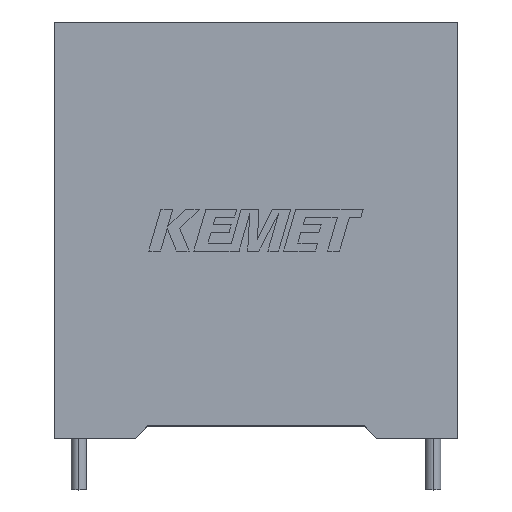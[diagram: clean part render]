
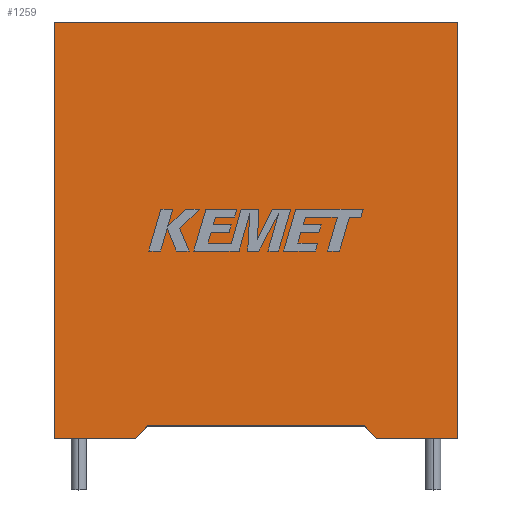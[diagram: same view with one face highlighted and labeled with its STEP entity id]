
A CAD part, top view. The second image highlights one B-rep face of the part: STEP entity #1259.
In plain terms, the highlighted planar face has unit normal (0, 0, 1).
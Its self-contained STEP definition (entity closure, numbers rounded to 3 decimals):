
#31 = EDGE_CURVE ( 'NONE', #744, #589, #968, .T. ) ;
#180 = VECTOR ( 'NONE', #1438, 1000. ) ;
#250 = EDGE_CURVE ( 'NONE', #2854, #744, #709, .T. ) ;
#257 = DIRECTION ( 'NONE',  ( 0., 1., 0. ) ) ;
#292 = VERTEX_POINT ( 'NONE', #1064 ) ;
#339 = VECTOR ( 'NONE', #958, 1000. ) ;
#468 = CARTESIAN_POINT ( 'NONE',  ( 31.3, 0., 17.3 ) ) ;
#528 = LINE ( 'NONE', #468, #2749 ) ;
#538 = EDGE_CURVE ( 'NONE', #2641, #589, #1416, .T. ) ;
#577 = ORIENTED_EDGE ( 'NONE', *, *, #538, .T. ) ;
#589 = VERTEX_POINT ( 'NONE', #1889 ) ;
#592 = LINE ( 'NONE', #2149, #2323 ) ;
#622 = AXIS2_PLACEMENT_3D ( 'NONE', #1354, #2512, #624 ) ;
#624 = DIRECTION ( 'NONE',  ( -1., 0., 0. ) ) ;
#646 = EDGE_CURVE ( 'NONE', #2786, #292, #2162, .T. ) ;
#658 = CARTESIAN_POINT ( 'NONE',  ( 24.1, 0.95, 17.3 ) ) ;
#663 = ORIENTED_EDGE ( 'NONE', *, *, #646, .T. ) ;
#665 = VECTOR ( 'NONE', #2148, 1000. ) ;
#699 = ORIENTED_EDGE ( 'NONE', *, *, #1207, .T. ) ;
#709 = LINE ( 'NONE', #1016, #1811 ) ;
#744 = VERTEX_POINT ( 'NONE', #1444 ) ;
#884 = CARTESIAN_POINT ( 'NONE',  ( 0., 0., 17.3 ) ) ;
#958 = DIRECTION ( 'NONE',  ( 0.688, -0.726, 0. ) ) ;
#968 = LINE ( 'NONE', #1237, #2668 ) ;
#1016 = CARTESIAN_POINT ( 'NONE',  ( 15.65, 0.95, 17.3 ) ) ;
#1043 = CARTESIAN_POINT ( 'NONE',  ( 25., 0., 17.3 ) ) ;
#1064 = CARTESIAN_POINT ( 'NONE',  ( 31.3, 0., 17.3 ) ) ;
#1101 = ORIENTED_EDGE ( 'NONE', *, *, #2307, .T. ) ;
#1201 = DIRECTION ( 'NONE',  ( -0.688, -0.726, 0. ) ) ;
#1207 = EDGE_CURVE ( 'NONE', #2854, #2786, #1436, .T. ) ;
#1237 = CARTESIAN_POINT ( 'NONE',  ( 7.2, 0.95, 17.3 ) ) ;
#1259 = ADVANCED_FACE ( 'NONE', ( #2875 ), #2231, .F. ) ;
#1341 = VECTOR ( 'NONE', #3085, 1000. ) ;
#1354 = CARTESIAN_POINT ( 'NONE',  ( 0., 0., 17.3 ) ) ;
#1416 = LINE ( 'NONE', #3038, #1341 ) ;
#1433 = CARTESIAN_POINT ( 'NONE',  ( 24.1, 0.95, 17.3 ) ) ;
#1436 = LINE ( 'NONE', #1433, #339 ) ;
#1438 = DIRECTION ( 'NONE',  ( 0., -1., 0. ) ) ;
#1444 = CARTESIAN_POINT ( 'NONE',  ( 7.2, 0.95, 17.3 ) ) ;
#1478 = ORIENTED_EDGE ( 'NONE', *, *, #1782, .T. ) ;
#1504 = DIRECTION ( 'NONE',  ( -1., 0., 0. ) ) ;
#1763 = VERTEX_POINT ( 'NONE', #2669 ) ;
#1782 = EDGE_CURVE ( 'NONE', #292, #3133, #528, .T. ) ;
#1811 = VECTOR ( 'NONE', #1504, 1000. ) ;
#1817 = ORIENTED_EDGE ( 'NONE', *, *, #250, .F. ) ;
#1889 = CARTESIAN_POINT ( 'NONE',  ( 6.3, 0., 17.3 ) ) ;
#2148 = DIRECTION ( 'NONE',  ( 1., 0., 0. ) ) ;
#2149 = CARTESIAN_POINT ( 'NONE',  ( 0., 32.3, 17.3 ) ) ;
#2162 = LINE ( 'NONE', #2619, #665 ) ;
#2185 = EDGE_CURVE ( 'NONE', #1763, #2641, #3137, .T. ) ;
#2231 = PLANE ( 'NONE',  #622 ) ;
#2235 = EDGE_LOOP ( 'NONE', ( #1817, #699, #663, #1478, #1101, #2440, #577, #2782 ) ) ;
#2307 = EDGE_CURVE ( 'NONE', #3133, #1763, #592, .T. ) ;
#2323 = VECTOR ( 'NONE', #2397, 1000. ) ;
#2397 = DIRECTION ( 'NONE',  ( -1., 0., 0. ) ) ;
#2440 = ORIENTED_EDGE ( 'NONE', *, *, #2185, .T. ) ;
#2512 = DIRECTION ( 'NONE',  ( 0., 0., -1. ) ) ;
#2514 = CARTESIAN_POINT ( 'NONE',  ( 0., 0., 17.3 ) ) ;
#2619 = CARTESIAN_POINT ( 'NONE',  ( 0., 0., 17.3 ) ) ;
#2641 = VERTEX_POINT ( 'NONE', #2514 ) ;
#2650 = CARTESIAN_POINT ( 'NONE',  ( 31.3, 32.3, 17.3 ) ) ;
#2668 = VECTOR ( 'NONE', #1201, 1000. ) ;
#2669 = CARTESIAN_POINT ( 'NONE',  ( 0., 32.3, 17.3 ) ) ;
#2749 = VECTOR ( 'NONE', #257, 1000. ) ;
#2782 = ORIENTED_EDGE ( 'NONE', *, *, #31, .F. ) ;
#2786 = VERTEX_POINT ( 'NONE', #1043 ) ;
#2854 = VERTEX_POINT ( 'NONE', #658 ) ;
#2875 = FACE_OUTER_BOUND ( 'NONE', #2235, .T. ) ;
#3038 = CARTESIAN_POINT ( 'NONE',  ( 0., 0., 17.3 ) ) ;
#3085 = DIRECTION ( 'NONE',  ( 1., 0., 0. ) ) ;
#3133 = VERTEX_POINT ( 'NONE', #2650 ) ;
#3137 = LINE ( 'NONE', #884, #180 ) ;
